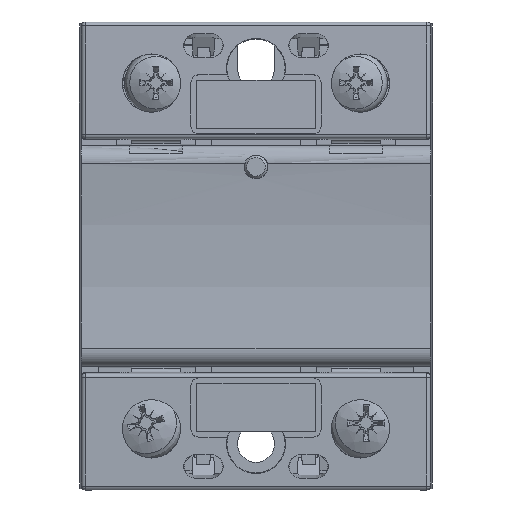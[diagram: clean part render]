
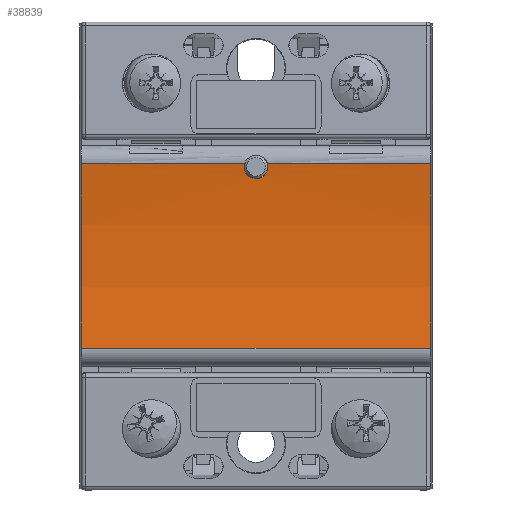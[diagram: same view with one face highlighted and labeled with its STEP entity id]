
A CAD part, top view. The second image highlights one B-rep face of the part: STEP entity #38839.
In plain terms, the highlighted cylindrical face has radius 80 mm (diameter 160 mm), a partial arc.
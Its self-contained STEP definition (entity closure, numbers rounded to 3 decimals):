
#1193=CARTESIAN_POINT('',(22.145,11.688,28.634));
#1194=VERTEX_POINT('',#1193);
#1202=CARTESIAN_POINT('',(22.145,-11.704,28.634));
#1203=VERTEX_POINT('',#1202);
#1204=CARTESIAN_POINT('',(20.763,-0.008,107.775));
#1205=DIRECTION('',(-1.,0.,-0.017));
#1206=DIRECTION('',(0.017,0.,-1.));
#1207=AXIS2_PLACEMENT_3D('',#1204,#1205,#1206);
#1208=ELLIPSE('',#1207,80.012,80.0);
#1209=EDGE_CURVE('',#1194,#1203,#1208,.T.);
#1437=CARTESIAN_POINT('',(1.449,11.688,28.634));
#1438=VERTEX_POINT('',#1437);
#1439=CARTESIAN_POINT('',(0.,9.8,28.378));
#1440=VERTEX_POINT('',#1439);
#1441=CARTESIAN_POINT('',(1.449,11.688,28.634));
#1442=CARTESIAN_POINT('',(1.484,11.559,28.615));
#1443=CARTESIAN_POINT('',(1.5,11.427,28.596));
#1444=CARTESIAN_POINT('',(1.5,11.112,28.551));
#1445=CARTESIAN_POINT('',(1.462,10.911,28.523));
#1446=CARTESIAN_POINT('',(1.309,10.54,28.473));
#1447=CARTESIAN_POINT('',(1.193,10.371,28.451));
#1448=CARTESIAN_POINT('',(0.926,10.105,28.416));
#1449=CARTESIAN_POINT('',(0.758,9.99,28.402));
#1450=CARTESIAN_POINT('',(0.389,9.838,28.383));
#1451=CARTESIAN_POINT('',(0.188,9.8,28.378));
#1452=CARTESIAN_POINT('',(0.,9.8,28.378));
#1453=B_SPLINE_CURVE_WITH_KNOTS('',3,(#1441,#1442,#1443,#1444,#1445,#1446,#1447,#1448,#1449,#1450,#1451,#1452),.UNSPECIFIED.,.F.,.U.,(4,2,2,2,2,4),(-0.265,-0.227,-0.17,-0.113,-0.056,0.0),.UNSPECIFIED.);
#1454=EDGE_CURVE('',#1438,#1440,#1453,.T.);
#1456=CARTESIAN_POINT('',(-1.449,11.688,28.634));
#1457=VERTEX_POINT('',#1456);
#1479=CARTESIAN_POINT('',(0.,9.8,28.378));
#1480=CARTESIAN_POINT('',(-0.188,9.8,28.378));
#1481=CARTESIAN_POINT('',(-0.389,9.838,28.383));
#1482=CARTESIAN_POINT('',(-0.758,9.99,28.402));
#1483=CARTESIAN_POINT('',(-0.926,10.105,28.416));
#1484=CARTESIAN_POINT('',(-1.193,10.371,28.451));
#1485=CARTESIAN_POINT('',(-1.309,10.54,28.473));
#1486=CARTESIAN_POINT('',(-1.462,10.911,28.523));
#1487=CARTESIAN_POINT('',(-1.5,11.112,28.551));
#1488=CARTESIAN_POINT('',(-1.5,11.427,28.596));
#1489=CARTESIAN_POINT('',(-1.484,11.559,28.615));
#1490=CARTESIAN_POINT('',(-1.449,11.688,28.634));
#1491=B_SPLINE_CURVE_WITH_KNOTS('',3,(#1479,#1480,#1481,#1482,#1483,#1484,#1485,#1486,#1487,#1488,#1489,#1490),.UNSPECIFIED.,.F.,.U.,(4,2,2,2,2,4),(0.0,0.056,0.113,0.17,0.227,0.265),.UNSPECIFIED.);
#1492=EDGE_CURVE('',#1440,#1457,#1491,.T.);
#38787=CARTESIAN_POINT('',(-22.145,-11.704,28.634));
#38788=VERTEX_POINT('',#38787);
#38789=CARTESIAN_POINT('',(22.145,-11.704,28.634));
#38790=DIRECTION('',(-1.0,0.0,0.0));
#38791=VECTOR('',#38790,44.289);
#38792=LINE('',#38789,#38791);
#38793=EDGE_CURVE('',#1203,#38788,#38792,.T.);
#38807=CARTESIAN_POINT('',(0.,-0.008,107.775));
#38808=DIRECTION('',(1.0,0.,0.));
#38809=DIRECTION('',(0.,0.174,-0.985));
#38810=AXIS2_PLACEMENT_3D('',#38807,#38808,#38809);
#38811=CYLINDRICAL_SURFACE('',#38810,80.);
#38812=ORIENTED_EDGE('',*,*,#1209,.F.);
#38813=CARTESIAN_POINT('',(1.449,11.688,28.634));
#38814=DIRECTION('',(1.0,0.0,0.0));
#38815=VECTOR('',#38814,20.696);
#38816=LINE('',#38813,#38815);
#38817=EDGE_CURVE('',#1438,#1194,#38816,.T.);
#38818=ORIENTED_EDGE('',*,*,#38817,.F.);
#38819=ORIENTED_EDGE('',*,*,#1454,.T.);
#38820=ORIENTED_EDGE('',*,*,#1492,.T.);
#38821=CARTESIAN_POINT('',(-22.145,11.688,28.634));
#38822=VERTEX_POINT('',#38821);
#38823=CARTESIAN_POINT('',(-22.145,11.688,28.634));
#38824=DIRECTION('',(1.0,0.0,0.0));
#38825=VECTOR('',#38824,20.696);
#38826=LINE('',#38823,#38825);
#38827=EDGE_CURVE('',#38822,#1457,#38826,.T.);
#38828=ORIENTED_EDGE('',*,*,#38827,.F.);
#38829=CARTESIAN_POINT('',(-20.763,-0.008,107.775));
#38830=DIRECTION('',(1.,0.,-0.017));
#38831=DIRECTION('',(-0.017,0.,-1.));
#38832=AXIS2_PLACEMENT_3D('',#38829,#38830,#38831);
#38833=ELLIPSE('',#38832,80.012,80.0);
#38834=EDGE_CURVE('',#38788,#38822,#38833,.T.);
#38835=ORIENTED_EDGE('',*,*,#38834,.F.);
#38836=ORIENTED_EDGE('',*,*,#38793,.F.);
#38837=EDGE_LOOP('',(#38812,#38818,#38819,#38820,#38828,#38835,#38836));
#38838=FACE_OUTER_BOUND('',#38837,.T.);
#38839=ADVANCED_FACE('',(#38838),#38811,.F.);
